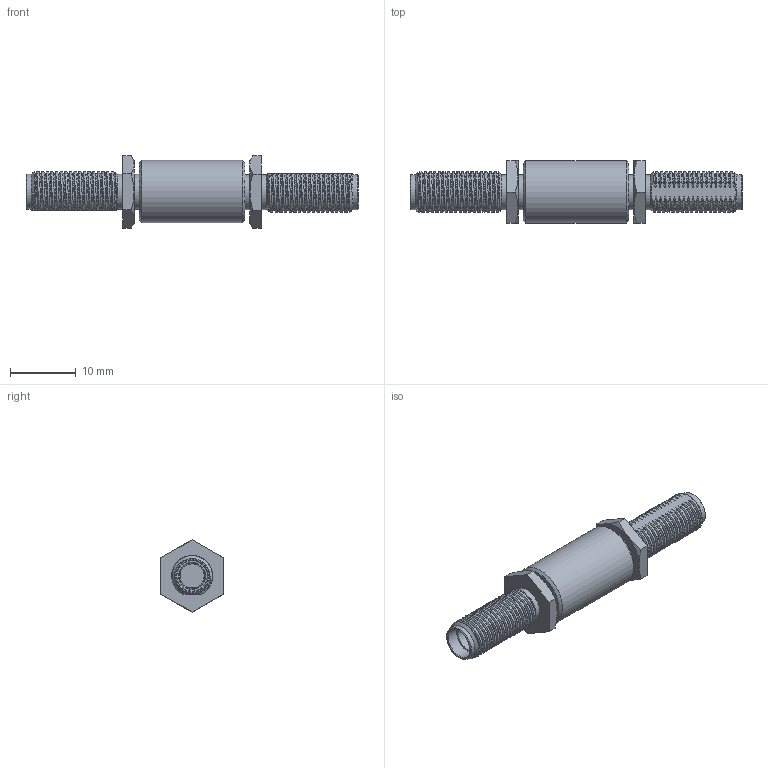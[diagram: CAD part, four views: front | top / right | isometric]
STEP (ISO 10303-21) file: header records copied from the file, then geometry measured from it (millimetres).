
FILE_DESCRIPTION(/* description */ (''),/* implementation_level */ '2;1');
FILE_NAME(/* name */ 'cr110_filter_femalefemale v3.step',/* time_stamp */ '2022-07-24T11:57:37-04:00',/* author */ (''),/* organization */ (''),/* preprocessor_version */ 'ST-DEVELOPER v18.1',/* originating_system */ 'Autodesk Translation Framework v10.14.0.1471',/* authorisation */ '');
FILE_SCHEMA (('AUTOMOTIVE_DESIGN { 1 0 10303 214 3 1 1 }'));
Products named in the file (6): cr110_filter_femalefemale; BD11ACS01A; SMA7471B1-2T-50; SMA7910-3; LW-102X65X05; HN8-1X4-36X16
Assembly tree (6 placements, depth 2):
  cr110_filter_femalefemale
    BD11ACS01A
    SMA7471B1-2T-50  x2
    SMA7910-3
    LW-102X65X05
    HN8-1X4-36X16
Bounding box: 50.4 x 9.54 x 11 mm (x, y, z)
Volume: 1925.4 mm3; surface area: 2488.8 mm2
Topology: 6 solids, 6 shells, 281 faces, 741 edges, 487 vertices
Faces by surface type: bspline 132, cylinder 70, plane 49, cone 30
Full cylindrical faces by diameter (mm): 0.95 x2, 1.27 x4, 1.6 x1, 3.65 x2, 3.9 x4, 4.1 x10, 4.65 x2, 5.33 x6, 9.525 x1
Entity records: 37051 total; most frequent: CARTESIAN_POINT 31053, ORIENTED_EDGE 1466, DIRECTION 780, EDGE_CURVE 733, VERTEX_POINT 483, B_SPLINE_CURVE_WITH_KNOTS 348, EDGE_LOOP 300, FACE_OUTER_BOUND 277
